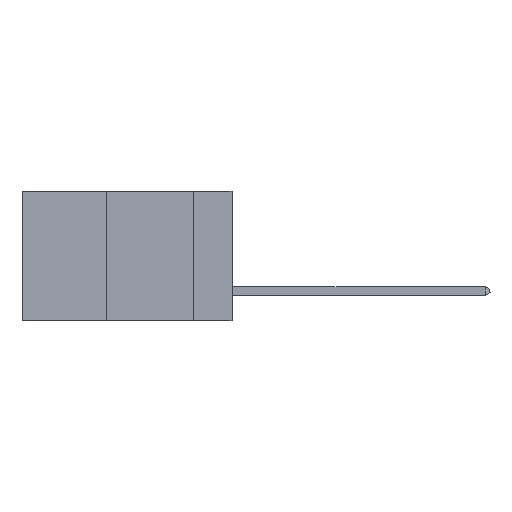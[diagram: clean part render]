
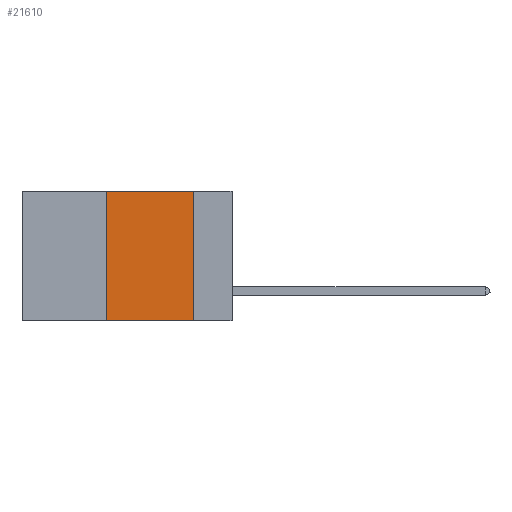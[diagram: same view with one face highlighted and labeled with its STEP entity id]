
A CAD part, left-side view. The second image highlights one B-rep face of the part: STEP entity #21610.
In plain terms, the highlighted planar face has unit normal (-1, 0, 0).
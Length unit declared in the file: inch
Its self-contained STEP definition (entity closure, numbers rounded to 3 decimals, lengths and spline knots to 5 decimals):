
#328 = CARTESIAN_POINT ( 'NONE',  ( 0., 0.6, 0. ) ) ;
#330 = VECTOR ( 'NONE', #10603, 39.37008 ) ;
#518 = DIRECTION ( 'NONE',  ( 0., 0., -1. ) ) ;
#784 = DIRECTION ( 'NONE',  ( 0., -1., 0. ) ) ;
#868 = LINE ( 'NONE', #2962, #12963 ) ;
#971 = FACE_OUTER_BOUND ( 'NONE', #7549, .T. ) ;
#2591 = CARTESIAN_POINT ( 'NONE',  ( 0., 0.36, -0.37 ) ) ;
#2962 = CARTESIAN_POINT ( 'NONE',  ( 0., 0.36, 0. ) ) ;
#4327 = CARTESIAN_POINT ( 'NONE',  ( 0., 0.6, -0.37 ) ) ;
#4791 = VERTEX_POINT ( 'NONE', #11506 ) ;
#5829 = LINE ( 'NONE', #19635, #9789 ) ;
#7313 = LINE ( 'NONE', #328, #330 ) ;
#7549 = EDGE_LOOP ( 'NONE', ( #20756, #19443, #8683, #7769 ) ) ;
#7580 = CARTESIAN_POINT ( 'NONE',  ( 0., 0.36, 0. ) ) ;
#7769 = ORIENTED_EDGE ( 'NONE', *, *, #7950, .T. ) ;
#7950 = EDGE_CURVE ( 'NONE', #22111, #4791, #21929, .T. ) ;
#8683 = ORIENTED_EDGE ( 'NONE', *, *, #11085, .F. ) ;
#9789 = VECTOR ( 'NONE', #518, 39.37008 ) ;
#10603 = DIRECTION ( 'NONE',  ( 0., -1., 0. ) ) ;
#10724 = CARTESIAN_POINT ( 'NONE',  ( 0., 0.11, 0. ) ) ;
#11085 = EDGE_CURVE ( 'NONE', #22111, #19246, #868, .T. ) ;
#11506 = CARTESIAN_POINT ( 'NONE',  ( 0., 0.11, -0.37 ) ) ;
#11738 = VECTOR ( 'NONE', #784, 39.37008 ) ;
#12963 = VECTOR ( 'NONE', #18328, 39.37008 ) ;
#14406 = EDGE_CURVE ( 'NONE', #19246, #18298, #7313, .T. ) ;
#15718 = AXIS2_PLACEMENT_3D ( 'NONE', #18219, #19790, #21741 ) ;
#17362 = EDGE_CURVE ( 'NONE', #18298, #4791, #5829, .T. ) ;
#18219 = CARTESIAN_POINT ( 'NONE',  ( 0., 0.6, 0. ) ) ;
#18298 = VERTEX_POINT ( 'NONE', #10724 ) ;
#18328 = DIRECTION ( 'NONE',  ( 0., 0., 1. ) ) ;
#19246 = VERTEX_POINT ( 'NONE', #7580 ) ;
#19443 = ORIENTED_EDGE ( 'NONE', *, *, #14406, .F. ) ;
#19635 = CARTESIAN_POINT ( 'NONE',  ( 0., 0.11, 0. ) ) ;
#19790 = DIRECTION ( 'NONE',  ( 1., 0., 0. ) ) ;
#20099 = PLANE ( 'NONE',  #15718 ) ;
#20756 = ORIENTED_EDGE ( 'NONE', *, *, #17362, .F. ) ;
#21610 = ADVANCED_FACE ( 'NONE', ( #971 ), #20099, .F. ) ;
#21741 = DIRECTION ( 'NONE',  ( 0., 0., -1. ) ) ;
#21929 = LINE ( 'NONE', #4327, #11738 ) ;
#22111 = VERTEX_POINT ( 'NONE', #2591 ) ;
